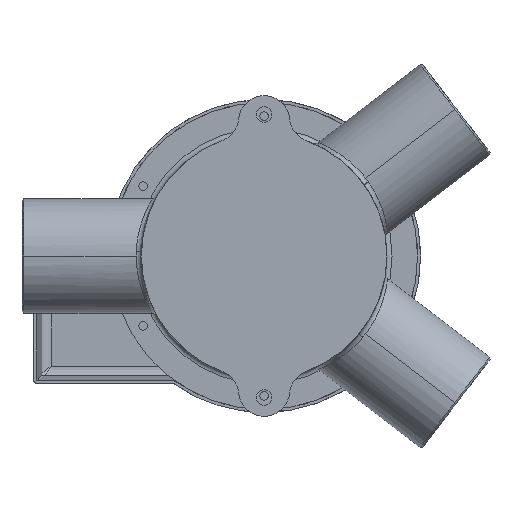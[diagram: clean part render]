
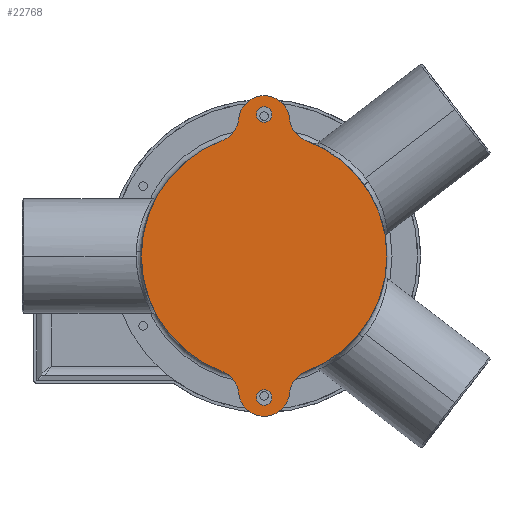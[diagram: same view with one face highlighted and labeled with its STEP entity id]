
A CAD part, front view. The second image highlights one B-rep face of the part: STEP entity #22768.
In plain terms, the highlighted planar face has unit normal (0, -1, 0).
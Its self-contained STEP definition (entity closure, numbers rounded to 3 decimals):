
#626 = CARTESIAN_POINT ( 'NONE',  ( -31.059, -57.676, 107.729 ) ) ;
#627 = CARTESIAN_POINT ( 'NONE',  ( -31.059, -57.676, 98.729 ) ) ;
#628 = CARTESIAN_POINT ( 'NONE',  ( -55.785, -57.676, -47.392 ) ) ;
#858 = CARTESIAN_POINT ( 'NONE',  ( -16.12, -57.676, -60.125 ) ) ;
#3865 = CARTESIAN_POINT ( 'NONE',  ( -31.059, -57.676, 20.229 ) ) ;
#3866 = DIRECTION ( 'NONE',  ( 0., 1., 0. ) ) ;
#3867 = DIRECTION ( 'NONE',  ( 0., 0., 1. ) ) ;
#4308 = CIRCLE ( 'NONE', #13439, 72. ) ;
#8100 = CARTESIAN_POINT ( 'NONE',  ( -6.333, -57.676, -47.392 ) ) ;
#8101 = CARTESIAN_POINT ( 'NONE',  ( -6.333, -57.676, 87.85 ) ) ;
#8177 = CARTESIAN_POINT ( 'NONE',  ( -55.785, -57.676, 87.85 ) ) ;
#8178 = CARTESIAN_POINT ( 'NONE',  ( -45.998, -57.676, 100.583 ) ) ;
#8179 = CARTESIAN_POINT ( 'NONE',  ( -16.12, -57.676, 100.583 ) ) ;
#9674 = DIRECTION ( 'NONE',  ( 0., 0., -1. ) ) ;
#9675 = DIRECTION ( 'NONE',  ( 0., 0., -1. ) ) ;
#9676 = DIRECTION ( 'NONE',  ( 0., -1., 0. ) ) ;
#9677 = CARTESIAN_POINT ( 'NONE',  ( -31.059, -57.676, -62.771 ) ) ;
#9687 = DIRECTION ( 'NONE',  ( 0., 0., -1. ) ) ;
#9688 = DIRECTION ( 'NONE',  ( 0., -1., 0. ) ) ;
#9689 = CARTESIAN_POINT ( 'NONE',  ( -31.059, -57.676, -58.771 ) ) ;
#9693 = DIRECTION ( 'NONE',  ( 0., 0., 1. ) ) ;
#9694 = DIRECTION ( 'NONE',  ( 0., 1., 0. ) ) ;
#9695 = CARTESIAN_POINT ( 'NONE',  ( -1.181, -57.676, -61.48 ) ) ;
#9696 = DIRECTION ( 'NONE',  ( 0., -1., 0. ) ) ;
#9697 = CARTESIAN_POINT ( 'NONE',  ( -31.059, -57.676, 103.229 ) ) ;
#9843 = DIRECTION ( 'NONE',  ( 0., 0., -1. ) ) ;
#9844 = DIRECTION ( 'NONE',  ( 0., -1., 0. ) ) ;
#9845 = CARTESIAN_POINT ( 'NONE',  ( -31.059, -57.676, -58.771 ) ) ;
#9865 = DIRECTION ( 'NONE',  ( 0., 0., -1. ) ) ;
#9866 = DIRECTION ( 'NONE',  ( 0., -1., 0. ) ) ;
#9867 = CARTESIAN_POINT ( 'NONE',  ( -31.059, -57.676, -62.771 ) ) ;
#10837 = AXIS2_PLACEMENT_3D ( 'NONE', #25497, #25498, #25499 ) ;
#11791 = VERTEX_POINT ( 'NONE', #858 ) ;
#12148 = FACE_OUTER_BOUND ( 'NONE', #16961, .T. ) ;
#12149 = FACE_BOUND ( 'NONE', #16797, .T. ) ;
#12151 = FACE_BOUND ( 'NONE', #16792, .T. ) ;
#12442 = DIRECTION ( 'NONE',  ( 0., 0., -1. ) ) ;
#12443 = DIRECTION ( 'NONE',  ( 0., -1., 0. ) ) ;
#12444 = CARTESIAN_POINT ( 'NONE',  ( -31.059, -57.676, 103.229 ) ) ;
#12445 = DIRECTION ( 'NONE',  ( 0., 0., 1. ) ) ;
#12446 = DIRECTION ( 'NONE',  ( 0., 1., 0. ) ) ;
#12447 = CARTESIAN_POINT ( 'NONE',  ( -31.059, -57.676, 20.229 ) ) ;
#12448 = DIRECTION ( 'NONE',  ( 0., 0., 1. ) ) ;
#12449 = DIRECTION ( 'NONE',  ( 0., 1., 0. ) ) ;
#12450 = CARTESIAN_POINT ( 'NONE',  ( -60.936, -57.676, 101.938 ) ) ;
#12452 = DIRECTION ( 'NONE',  ( 0., 0., -1. ) ) ;
#12453 = DIRECTION ( 'NONE',  ( 0., -1., 0. ) ) ;
#12454 = CARTESIAN_POINT ( 'NONE',  ( -31.059, -57.676, 99.229 ) ) ;
#12455 = DIRECTION ( 'NONE',  ( 0., 0., 1. ) ) ;
#12456 = DIRECTION ( 'NONE',  ( 0., 1., 0. ) ) ;
#12457 = CARTESIAN_POINT ( 'NONE',  ( -1.181, -57.676, 101.938 ) ) ;
#12458 = DIRECTION ( 'NONE',  ( 0., 0., 1. ) ) ;
#12459 = DIRECTION ( 'NONE',  ( 0., 1., 0. ) ) ;
#12460 = CARTESIAN_POINT ( 'NONE',  ( -60.936, -57.676, -61.48 ) ) ;
#12585 = CIRCLE ( 'NONE', #13561, 4.5 ) ;
#12586 = CIRCLE ( 'NONE', #13562, 72. ) ;
#12587 = CIRCLE ( 'NONE', #13563, 15. ) ;
#12588 = CIRCLE ( 'NONE', #13564, 15. ) ;
#12589 = CIRCLE ( 'NONE', #13565, 15. ) ;
#12592 = CIRCLE ( 'NONE', #13566, 15. ) ;
#12599 = CIRCLE ( 'NONE', #13573, 4.5 ) ;
#12603 = CIRCLE ( 'NONE', #13577, 15. ) ;
#12607 = CIRCLE ( 'NONE', #13579, 15. ) ;
#12673 = CIRCLE ( 'NONE', #13614, 15. ) ;
#12683 = CIRCLE ( 'NONE', #13619, 4.5 ) ;
#12692 = CIRCLE ( 'NONE', #13624, 4.5 ) ;
#12850 = VERTEX_POINT ( 'NONE', #628 ) ;
#12851 = VERTEX_POINT ( 'NONE', #627 ) ;
#12852 = VERTEX_POINT ( 'NONE', #626 ) ;
#12942 = ORIENTED_EDGE ( 'NONE', *, *, #14608, .F. ) ;
#12943 = ORIENTED_EDGE ( 'NONE', *, *, #13288, .T. ) ;
#12944 = ORIENTED_EDGE ( 'NONE', *, *, #13291, .T. ) ;
#12945 = ORIENTED_EDGE ( 'NONE', *, *, #13292, .T. ) ;
#12946 = ORIENTED_EDGE ( 'NONE', *, *, #13294, .F. ) ;
#12947 = ORIENTED_EDGE ( 'NONE', *, *, #13286, .T. ) ;
#12948 = ORIENTED_EDGE ( 'NONE', *, *, #13207, .T. ) ;
#12949 = ORIENTED_EDGE ( 'NONE', *, *, #13267, .T. ) ;
#12950 = ORIENTED_EDGE ( 'NONE', *, *, #13265, .T. ) ;
#12951 = ORIENTED_EDGE ( 'NONE', *, *, #13297, .F. ) ;
#12952 = ORIENTED_EDGE ( 'NONE', *, *, #13193, .F. ) ;
#12953 = ORIENTED_EDGE ( 'NONE', *, *, #13273, .F. ) ;
#12954 = ORIENTED_EDGE ( 'NONE', *, *, #13200, .F. ) ;
#13193 = EDGE_CURVE ( 'NONE', #12852, #12851, #12692, .T. ) ;
#13200 = EDGE_CURVE ( 'NONE', #23767, #23763, #12683, .T. ) ;
#13207 = EDGE_CURVE ( 'NONE', #23861, #23546, #12673, .T. ) ;
#13265 = EDGE_CURVE ( 'NONE', #11791, #16655, #12607, .T. ) ;
#13267 = EDGE_CURVE ( 'NONE', #23546, #11791, #12603, .T. ) ;
#13273 = EDGE_CURVE ( 'NONE', #23763, #23767, #12599, .T. ) ;
#13286 = EDGE_CURVE ( 'NONE', #12850, #23861, #12592, .T. ) ;
#13288 = EDGE_CURVE ( 'NONE', #16656, #16734, #12589, .T. ) ;
#13291 = EDGE_CURVE ( 'NONE', #16734, #16733, #12588, .T. ) ;
#13292 = EDGE_CURVE ( 'NONE', #16733, #16732, #12587, .T. ) ;
#13294 = EDGE_CURVE ( 'NONE', #12850, #16732, #12586, .T. ) ;
#13297 = EDGE_CURVE ( 'NONE', #12851, #12852, #12585, .T. ) ;
#13439 = AXIS2_PLACEMENT_3D ( 'NONE', #3865, #3866, #3867 ) ;
#13561 = AXIS2_PLACEMENT_3D ( 'NONE', #12444, #12443, #12442 ) ;
#13562 = AXIS2_PLACEMENT_3D ( 'NONE', #12447, #12446, #12445 ) ;
#13563 = AXIS2_PLACEMENT_3D ( 'NONE', #12450, #12449, #12448 ) ;
#13564 = AXIS2_PLACEMENT_3D ( 'NONE', #12454, #12453, #12452 ) ;
#13565 = AXIS2_PLACEMENT_3D ( 'NONE', #12457, #12456, #12455 ) ;
#13566 = AXIS2_PLACEMENT_3D ( 'NONE', #12460, #12459, #12458 ) ;
#13573 = AXIS2_PLACEMENT_3D ( 'NONE', #9677, #9676, #9674 ) ;
#13577 = AXIS2_PLACEMENT_3D ( 'NONE', #9689, #9688, #9687 ) ;
#13579 = AXIS2_PLACEMENT_3D ( 'NONE', #9695, #9694, #9693 ) ;
#13614 = AXIS2_PLACEMENT_3D ( 'NONE', #9845, #9844, #9843 ) ;
#13619 = AXIS2_PLACEMENT_3D ( 'NONE', #9867, #9866, #9865 ) ;
#13624 = AXIS2_PLACEMENT_3D ( 'NONE', #9697, #9696, #9675 ) ;
#14608 = EDGE_CURVE ( 'NONE', #16656, #16655, #4308, .T. ) ;
#16655 = VERTEX_POINT ( 'NONE', #8100 ) ;
#16656 = VERTEX_POINT ( 'NONE', #8101 ) ;
#16732 = VERTEX_POINT ( 'NONE', #8177 ) ;
#16733 = VERTEX_POINT ( 'NONE', #8178 ) ;
#16734 = VERTEX_POINT ( 'NONE', #8179 ) ;
#16792 = EDGE_LOOP ( 'NONE', ( #12953, #12954 ) ) ;
#16797 = EDGE_LOOP ( 'NONE', ( #12951, #12952 ) ) ;
#16961 = EDGE_LOOP ( 'NONE', ( #12942, #12943, #12944, #12945, #12946, #12947, #12948, #12949, #12950 ) ) ;
#22768 = ADVANCED_FACE ( 'NONE', ( #12148, #12149, #12151 ), #25491, .F. ) ;
#23546 = VERTEX_POINT ( 'NONE', #29550 ) ;
#23763 = VERTEX_POINT ( 'NONE', #29676 ) ;
#23767 = VERTEX_POINT ( 'NONE', #29674 ) ;
#23861 = VERTEX_POINT ( 'NONE', #29699 ) ;
#25491 = PLANE ( 'NONE',  #10837 ) ;
#25497 = CARTESIAN_POINT ( 'NONE',  ( -31.059, -57.676, 20.229 ) ) ;
#25498 = DIRECTION ( 'NONE',  ( 0., 1., 0. ) ) ;
#25499 = DIRECTION ( 'NONE',  ( 0., 0., 1. ) ) ;
#29550 = CARTESIAN_POINT ( 'NONE',  ( -31.059, -57.676, -73.771 ) ) ;
#29674 = CARTESIAN_POINT ( 'NONE',  ( -31.059, -57.676, -58.271 ) ) ;
#29676 = CARTESIAN_POINT ( 'NONE',  ( -31.059, -57.676, -67.271 ) ) ;
#29699 = CARTESIAN_POINT ( 'NONE',  ( -45.998, -57.676, -60.125 ) ) ;
